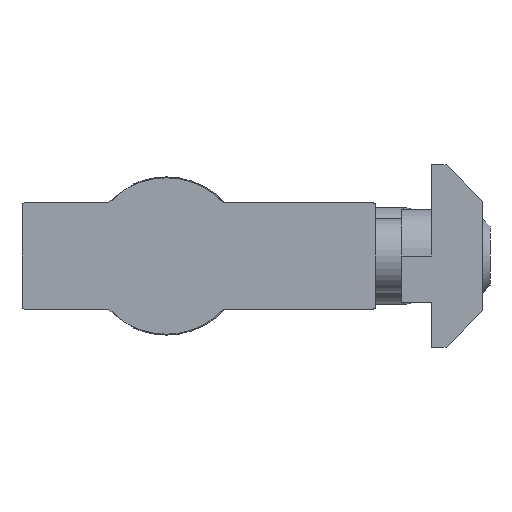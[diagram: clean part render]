
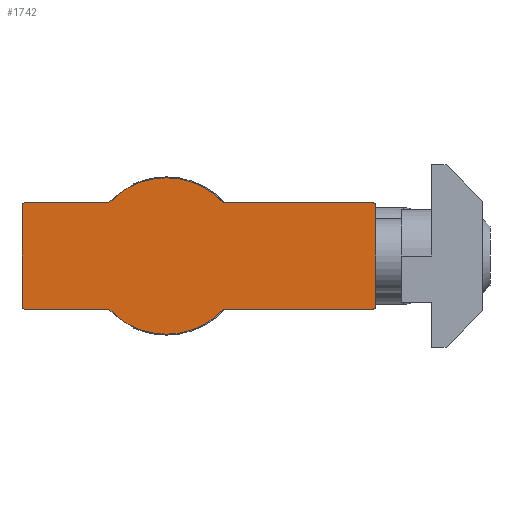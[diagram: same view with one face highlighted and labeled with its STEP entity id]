
A CAD part, left-side view. The second image highlights one B-rep face of the part: STEP entity #1742.
In plain terms, the highlighted planar face has unit normal (-1, 0, 0).
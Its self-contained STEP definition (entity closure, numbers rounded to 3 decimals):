
#67 = ORIENTED_EDGE ( 'NONE', *, *, #2676, .T. ) ;
#183 = EDGE_CURVE ( 'NONE', #3388, #3623, #3749, .T. ) ;
#195 = ORIENTED_EDGE ( 'NONE', *, *, #183, .F. ) ;
#210 = CIRCLE ( 'NONE', #3099, 8.4 ) ;
#224 = DIRECTION ( 'NONE',  ( 1., 0., 0. ) ) ;
#235 = CARTESIAN_POINT ( 'NONE',  ( -25., -22.2, -5.4 ) ) ;
#263 = DIRECTION ( 'NONE',  ( 0., 0., 1. ) ) ;
#333 = CARTESIAN_POINT ( 'NONE',  ( -25., 4.9, 5.7 ) ) ;
#413 = CARTESIAN_POINT ( 'NONE',  ( -25., 6.17, -5.7 ) ) ;
#422 = CIRCLE ( 'NONE', #3085, 8.4 ) ;
#428 = DIRECTION ( 'NONE',  ( 1., 0., 0. ) ) ;
#441 = ORIENTED_EDGE ( 'NONE', *, *, #3078, .F. ) ;
#455 = AXIS2_PLACEMENT_3D ( 'NONE', #235, #2927, #3834 ) ;
#582 = DIRECTION ( 'NONE',  ( 1., 0., 0. ) ) ;
#588 = CARTESIAN_POINT ( 'NONE',  ( -25., 6.17, 5.7 ) ) ;
#612 = AXIS2_PLACEMENT_3D ( 'NONE', #1455, #582, #890 ) ;
#632 = FACE_OUTER_BOUND ( 'NONE', #2218, .T. ) ;
#682 = DIRECTION ( 'NONE',  ( 0., -1., 0. ) ) ;
#697 = CIRCLE ( 'NONE', #612, 0.3 ) ;
#747 = DIRECTION ( 'NONE',  ( 1., 0., 0. ) ) ;
#784 = CARTESIAN_POINT ( 'NONE',  ( -25., 15.5, 0. ) ) ;
#812 = AXIS2_PLACEMENT_3D ( 'NONE', #1482, #2645, #263 ) ;
#829 = ORIENTED_EDGE ( 'NONE', *, *, #3839, .T. ) ;
#837 = LINE ( 'NONE', #333, #1762 ) ;
#847 = CARTESIAN_POINT ( 'NONE',  ( -25., -6.17, 5.7 ) ) ;
#890 = DIRECTION ( 'NONE',  ( 0., 0., -1. ) ) ;
#1049 = CARTESIAN_POINT ( 'NONE',  ( -25., -22.2, 5.4 ) ) ;
#1086 = CARTESIAN_POINT ( 'NONE',  ( -25., -22.2, -5.7 ) ) ;
#1136 = DIRECTION ( 'NONE',  ( 0., 0., -1. ) ) ;
#1206 = ORIENTED_EDGE ( 'NONE', *, *, #3837, .F. ) ;
#1238 = EDGE_CURVE ( 'NONE', #2341, #1800, #422, .T. ) ;
#1271 = DIRECTION ( 'NONE',  ( 0., 1., 0. ) ) ;
#1349 = ORIENTED_EDGE ( 'NONE', *, *, #3378, .F. ) ;
#1370 = AXIS2_PLACEMENT_3D ( 'NONE', #1049, #428, #1710 ) ;
#1428 = CARTESIAN_POINT ( 'NONE',  ( -25., 0., 0. ) ) ;
#1455 = CARTESIAN_POINT ( 'NONE',  ( -25., 15.2, -5.4 ) ) ;
#1471 = PLANE ( 'NONE',  #812 ) ;
#1482 = CARTESIAN_POINT ( 'NONE',  ( -25., 4.9, 0. ) ) ;
#1672 = ORIENTED_EDGE ( 'NONE', *, *, #2303, .T. ) ;
#1710 = DIRECTION ( 'NONE',  ( 0., 0., -1. ) ) ;
#1720 = VECTOR ( 'NONE', #2366, 1000. ) ;
#1742 = ADVANCED_FACE ( 'NONE', ( #632 ), #1471, .T. ) ;
#1752 = DIRECTION ( 'NONE',  ( 0., -1., 0. ) ) ;
#1756 = VERTEX_POINT ( 'NONE', #2991 ) ;
#1762 = VECTOR ( 'NONE', #1271, 1000. ) ;
#1766 = EDGE_CURVE ( 'NONE', #3180, #2392, #697, .T. ) ;
#1800 = VERTEX_POINT ( 'NONE', #847 ) ;
#1832 = CARTESIAN_POINT ( 'NONE',  ( -25., 15.2, -5.7 ) ) ;
#1858 = CIRCLE ( 'NONE', #1370, 0.3 ) ;
#1902 = LINE ( 'NONE', #2338, #1720 ) ;
#1945 = ORIENTED_EDGE ( 'NONE', *, *, #2619, .F. ) ;
#1970 = CARTESIAN_POINT ( 'NONE',  ( -25., 15.2, 5.4 ) ) ;
#1975 = AXIS2_PLACEMENT_3D ( 'NONE', #1970, #747, #2343 ) ;
#2025 = VERTEX_POINT ( 'NONE', #2755 ) ;
#2069 = ORIENTED_EDGE ( 'NONE', *, *, #1766, .F. ) ;
#2098 = VERTEX_POINT ( 'NONE', #2793 ) ;
#2115 = VERTEX_POINT ( 'NONE', #413 ) ;
#2218 = EDGE_LOOP ( 'NONE', ( #441, #829, #1206, #1349, #1945, #3632, #3797, #3604, #1672, #2069, #67, #2233, #195 ) ) ;
#2233 = ORIENTED_EDGE ( 'NONE', *, *, #3780, .F. ) ;
#2259 = DIRECTION ( 'NONE',  ( 0., 1., 0. ) ) ;
#2284 = DIRECTION ( 'NONE',  ( 0., 0., -1. ) ) ;
#2303 = EDGE_CURVE ( 'NONE', #1756, #2392, #2851, .T. ) ;
#2338 = CARTESIAN_POINT ( 'NONE',  ( -25., -22.5, -4.7 ) ) ;
#2341 = VERTEX_POINT ( 'NONE', #588 ) ;
#2343 = DIRECTION ( 'NONE',  ( 0., 0., -1. ) ) ;
#2366 = DIRECTION ( 'NONE',  ( 0., 0., -1. ) ) ;
#2392 = VERTEX_POINT ( 'NONE', #3238 ) ;
#2542 = CARTESIAN_POINT ( 'NONE',  ( -25., 4.9, -5.7 ) ) ;
#2606 = VECTOR ( 'NONE', #682, 1000. ) ;
#2619 = EDGE_CURVE ( 'NONE', #1800, #2741, #3605, .T. ) ;
#2645 = DIRECTION ( 'NONE',  ( -1., 0., 0. ) ) ;
#2655 = VECTOR ( 'NONE', #2259, 1000. ) ;
#2676 = EDGE_CURVE ( 'NONE', #3180, #2115, #3894, .T. ) ;
#2741 = VERTEX_POINT ( 'NONE', #3208 ) ;
#2755 = CARTESIAN_POINT ( 'NONE',  ( -25., 15.2, 5.7 ) ) ;
#2793 = CARTESIAN_POINT ( 'NONE',  ( -25., -22.5, -5.4 ) ) ;
#2797 = EDGE_CURVE ( 'NONE', #1756, #2025, #3271, .T. ) ;
#2821 = CARTESIAN_POINT ( 'NONE',  ( -25., 0., -8.4 ) ) ;
#2843 = DIRECTION ( 'NONE',  ( 1., 0., 0. ) ) ;
#2849 = AXIS2_PLACEMENT_3D ( 'NONE', #3253, #224, #1136 ) ;
#2851 = LINE ( 'NONE', #784, #3422 ) ;
#2910 = DIRECTION ( 'NONE',  ( 0., 0., -1. ) ) ;
#2927 = DIRECTION ( 'NONE',  ( -1., 0., 0. ) ) ;
#2991 = CARTESIAN_POINT ( 'NONE',  ( -25., 15.5, 5.4 ) ) ;
#3078 = EDGE_CURVE ( 'NONE', #3247, #3388, #3080, .T. ) ;
#3080 = LINE ( 'NONE', #3628, #2655 ) ;
#3085 = AXIS2_PLACEMENT_3D ( 'NONE', #1428, #3265, #2910 ) ;
#3089 = VECTOR ( 'NONE', #1752, 1000. ) ;
#3099 = AXIS2_PLACEMENT_3D ( 'NONE', #3450, #2843, #3154 ) ;
#3115 = CARTESIAN_POINT ( 'NONE',  ( -25., -19.8, 5.7 ) ) ;
#3116 = CARTESIAN_POINT ( 'NONE',  ( -25., -6.17, -5.7 ) ) ;
#3154 = DIRECTION ( 'NONE',  ( 0., 0., -1. ) ) ;
#3180 = VERTEX_POINT ( 'NONE', #1832 ) ;
#3208 = CARTESIAN_POINT ( 'NONE',  ( -25., -22.2, 5.7 ) ) ;
#3238 = CARTESIAN_POINT ( 'NONE',  ( -25., 15.5, -5.4 ) ) ;
#3247 = VERTEX_POINT ( 'NONE', #1086 ) ;
#3253 = CARTESIAN_POINT ( 'NONE',  ( -25., 0., 0. ) ) ;
#3265 = DIRECTION ( 'NONE',  ( 1., 0., 0. ) ) ;
#3271 = CIRCLE ( 'NONE', #1975, 0.3 ) ;
#3319 = CARTESIAN_POINT ( 'NONE',  ( -25., -22.5, 5.4 ) ) ;
#3378 = EDGE_CURVE ( 'NONE', #2741, #3526, #1858, .T. ) ;
#3388 = VERTEX_POINT ( 'NONE', #3116 ) ;
#3422 = VECTOR ( 'NONE', #2284, 1000. ) ;
#3450 = CARTESIAN_POINT ( 'NONE',  ( -25., 0., 0. ) ) ;
#3526 = VERTEX_POINT ( 'NONE', #3319 ) ;
#3553 = EDGE_CURVE ( 'NONE', #2341, #2025, #837, .T. ) ;
#3604 = ORIENTED_EDGE ( 'NONE', *, *, #2797, .F. ) ;
#3605 = LINE ( 'NONE', #3115, #2606 ) ;
#3623 = VERTEX_POINT ( 'NONE', #2821 ) ;
#3628 = CARTESIAN_POINT ( 'NONE',  ( -25., -6.17, -5.7 ) ) ;
#3632 = ORIENTED_EDGE ( 'NONE', *, *, #1238, .F. ) ;
#3749 = CIRCLE ( 'NONE', #2849, 8.4 ) ;
#3780 = EDGE_CURVE ( 'NONE', #3623, #2115, #210, .T. ) ;
#3797 = ORIENTED_EDGE ( 'NONE', *, *, #3553, .T. ) ;
#3806 = CIRCLE ( 'NONE', #455, 0.3 ) ;
#3834 = DIRECTION ( 'NONE',  ( 0., 0., -1. ) ) ;
#3837 = EDGE_CURVE ( 'NONE', #3526, #2098, #1902, .T. ) ;
#3839 = EDGE_CURVE ( 'NONE', #3247, #2098, #3806, .T. ) ;
#3894 = LINE ( 'NONE', #2542, #3089 ) ;
